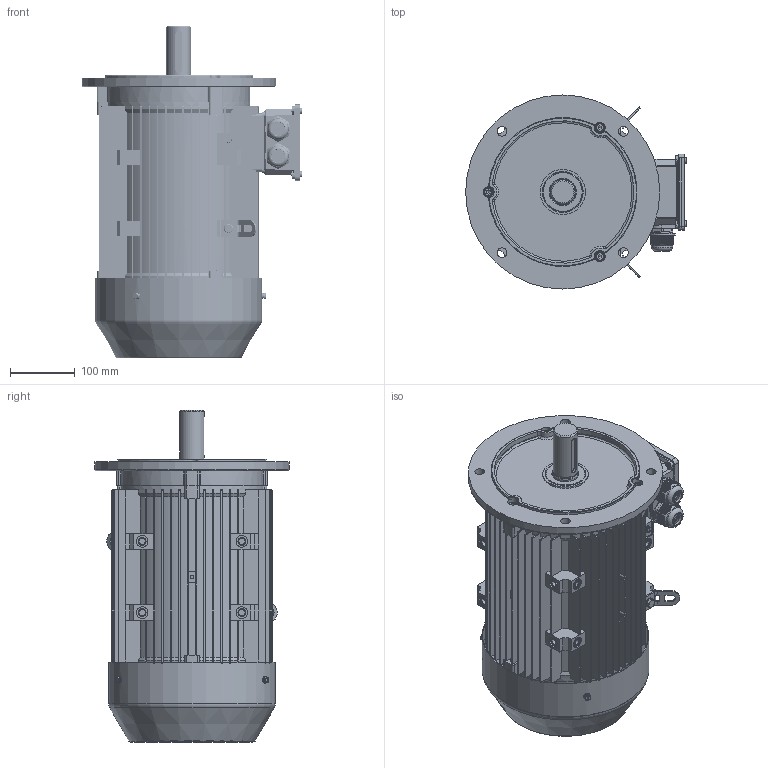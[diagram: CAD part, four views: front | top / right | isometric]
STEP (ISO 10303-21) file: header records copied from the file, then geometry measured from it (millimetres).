
FILE_DESCRIPTION(/* description */ (''),/* implementation_level */ '2;1');
FILE_NAME(/* name */ 'JL-132M-B5.stp',/* time_stamp */ '2018-12-30T15:01:14+08:00',/* author */ (''),/* organization */ (''),/* preprocessor_version */ 'ST-DEVELOPER v16.7',/* originating_system */ 'SIEMENS PLM Software NX 12.0',/* authorisation */ '');
FILE_SCHEMA (('AP203_CONFIGURATION_CONTROLLED_3D_DESIGN_OF_MECHANICAL_PARTS_AND_ASSEMBLIES_MIM_LF { 1 0 10303 403 2 1 2}'));
Products named in the file (1): JL-132M-B5
Bounding box: 341 x 300 x 513 mm (x, y, z)
Volume: 3797221 mm3; surface area: 1858799.8 mm2
Topology: 47 solids, 47 shells, 4970 faces, 14189 edges, 9435 vertices
Faces by surface type: plane 2942, cylinder 1629, cone 193, torus 180, bspline 26
Full cylindrical faces by diameter (mm): 2 x4, 4.48 x8, 4.8 x10, 5 x35, 5.3 x4, 5.8 x14, 6 x1, 7.188 x3, 8 x15, 8.58 x2, 9.1 x3, 10 x22, 11 x2, 12 x12, 13 x3, 14.785 x2, 15 x4, 16 x7, 18 x12, 20.9 x2, 24.7 x4, 26 x2, 29.45 x12, 30 x10, 30.4 x12, 31.35 x12, 32 x12, 32.3 x12, 32.775 x2, 37 x1
Entity records: 173647 total; most frequent: CARTESIAN_POINT 47012, ORIENTED_EDGE 26914, DIRECTION 24982, EDGE_CURVE 13457, VERTEX_POINT 9116, AXIS2_PLACEMENT_3D 8507, LINE 7968, VECTOR 7968
